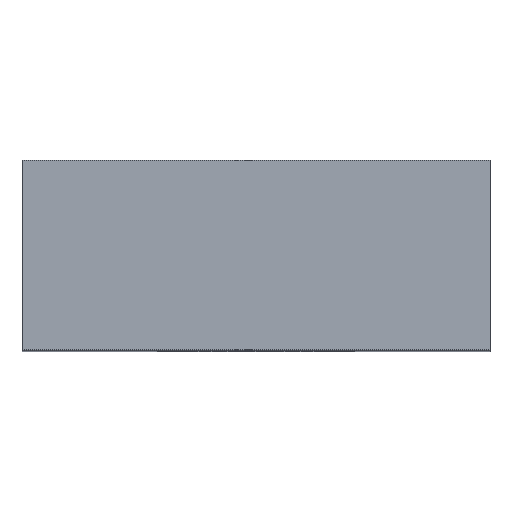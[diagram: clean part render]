
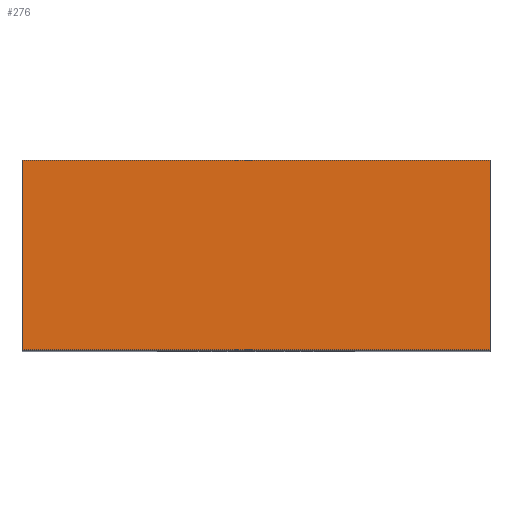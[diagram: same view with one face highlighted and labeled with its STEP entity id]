
A CAD part, top view. The second image highlights one B-rep face of the part: STEP entity #276.
In plain terms, the highlighted planar face has unit normal (0, 0, 1).
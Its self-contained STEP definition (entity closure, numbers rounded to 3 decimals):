
#38=VERTEX_POINT('',#39);
#39=CARTESIAN_POINT('',(-1.46,-1.24,14.));
#44=EDGE_CURVE('',#38,#45,#47,.T.);
#45=VERTEX_POINT('',#46);
#46=CARTESIAN_POINT('',(-1.46,2.,14.));
#47=LINE('',#39,#48);
#48=VECTOR('',#49,1.);
#49=DIRECTION('',(0.,1.,0.));
#62=DIRECTION('',(1.,0.,0.));
#72=VECTOR('',#62,1.);
#266=VERTEX_POINT('',#267);
#267=CARTESIAN_POINT('',(6.54,-1.24,14.));
#270=EDGE_CURVE('',#38,#266,#271,.T.);
#271=LINE('',#39,#72);
#276=ADVANCED_FACE('',(#277),#289,.T.);
#277=FACE_BOUND('',#278,.T.);
#278=EDGE_LOOP('',(#279,#280,#285,#288));
#279=ORIENTED_EDGE('',*,*,#270,.T.);
#280=ORIENTED_EDGE('',*,*,#281,.T.);
#281=EDGE_CURVE('',#266,#282,#284,.T.);
#282=VERTEX_POINT('',#283);
#283=CARTESIAN_POINT('',(6.54,2.,14.));
#284=LINE('',#267,#48);
#285=ORIENTED_EDGE('',*,*,#286,.F.);
#286=EDGE_CURVE('',#45,#282,#287,.T.);
#287=LINE('',#46,#72);
#288=ORIENTED_EDGE('',*,*,#44,.F.);
#289=PLANE('',#290);
#290=AXIS2_PLACEMENT_3D('',#39,#291,#49);
#291=DIRECTION('',(0.,0.,1.));
